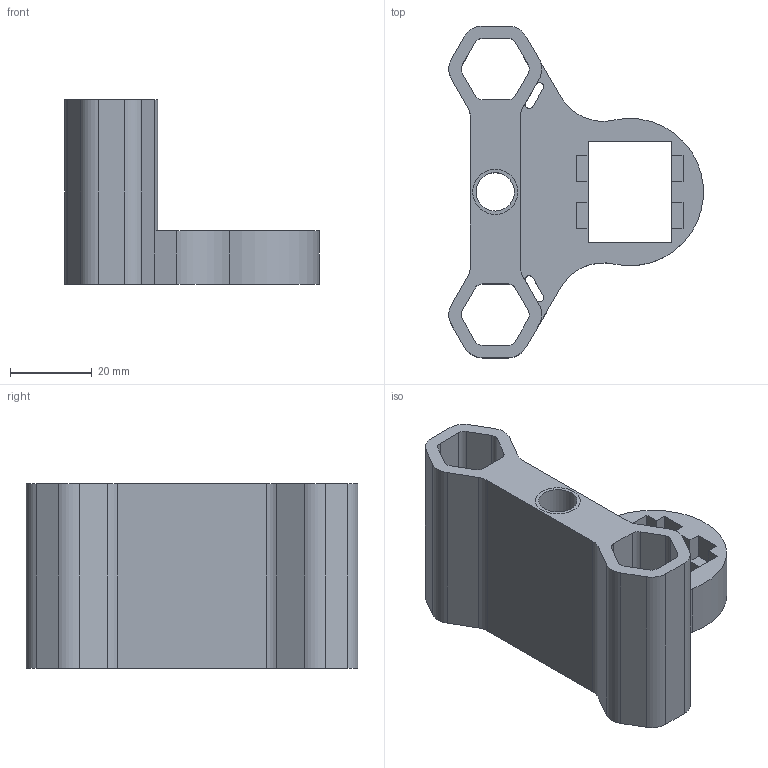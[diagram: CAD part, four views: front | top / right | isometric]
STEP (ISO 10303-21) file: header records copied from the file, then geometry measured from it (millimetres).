
FILE_DESCRIPTION(('FreeCAD Model'),'2;1');
FILE_NAME('Open CASCADE Shape Model','2023-02-10T14:51:23',(''),(''), 'Open CASCADE STEP processor 7.6','FreeCAD','Unknown');
FILE_SCHEMA(('AUTOMOTIVE_DESIGN { 1 0 10303 214 1 1 1 1 }'));
Length unit declared in the file: millimetre
Products named in the file (1): carriage
Bounding box: 62.14 x 81 x 45 mm (x, y, z)
Volume: 48234.9 mm3; surface area: 21085 mm2
Topology: 1 solids, 1 shells, 103 faces, 297 edges, 195 vertices
Faces by surface type: plane 67, cylinder 35, cone 1
Full cylindrical faces by diameter (mm): 2.8 x2, 9.4 x1, 11 x1
Entity records: 7380 total; most frequent: CARTESIAN_POINT 1397, DIRECTION 1137, LINE 735, VECTOR 735, ORIENTED_EDGE 594, PCURVE 594, DEFINITIONAL_REPRESENTATION 594, EDGE_CURVE 297
